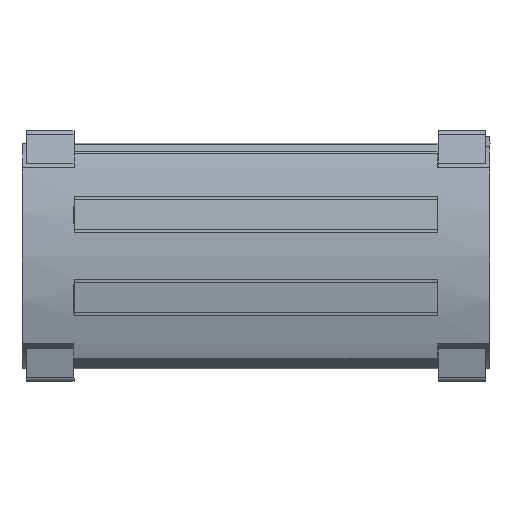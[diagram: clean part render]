
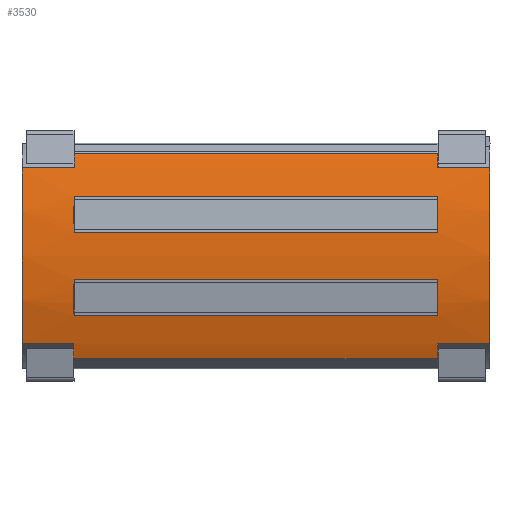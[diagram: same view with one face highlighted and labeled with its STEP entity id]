
A CAD part, top view. The second image highlights one B-rep face of the part: STEP entity #3530.
In plain terms, the highlighted cylindrical face has radius 91.2 mm (diameter 182.4 mm), a partial arc.
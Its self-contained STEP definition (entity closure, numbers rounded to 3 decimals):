
#740=CARTESIAN_POINT('',(-15.941,24.529,
7.9));
#750=VERTEX_POINT('',#740);
#1110=CARTESIAN_POINT('',(-15.941,24.529,
-106.2));
#1120=VERTEX_POINT('',#1110);
#1150=CARTESIAN_POINT('',(-15.941,24.529,
-8.4));
#1160=DIRECTION('',(0.,0.,1.));
#1170=VECTOR('',#1160,1.);
#1180=LINE('',#1150,#1170);
#1190=EDGE_CURVE('',#1120,#750,#1180,.T.);
#1580=CARTESIAN_POINT('',(34.896,28.411,
7.9));
#1590=VERTEX_POINT('',#1580);
#1620=CARTESIAN_POINT('',(16.146,-60.841,
7.9));
#1630=DIRECTION('',(0.,0.,1.));
#1640=DIRECTION('',(-1.,0.,0.));
#1650=AXIS2_PLACEMENT_3D('',#1620,#1630,#1640);
#1660=CIRCLE('',#1650,91.2);
#1670=CARTESIAN_POINT('',(23.515,30.061,
7.9));
#1680=VERTEX_POINT('',#1670);
#1690=EDGE_CURVE('',#1590,#1680,#1660,.T.);
#2110=CARTESIAN_POINT('',(16.146,-60.841,
-8.4));
#2120=DIRECTION('',(0.,0.,1.));
#2130=DIRECTION('',(-1.,0.,0.));
#2140=AXIS2_PLACEMENT_3D('',#2110,#2120,#2130);
#2150=CYLINDRICAL_SURFACE('',#2140,91.2);
#2160=CARTESIAN_POINT('',(48.232,24.529,
7.9));
#2170=VERTEX_POINT('',#2160);
#2180=CARTESIAN_POINT('',(43.737,26.086,
7.9));
#2190=VERTEX_POINT('',#2180);
#2200=EDGE_CURVE('',#2170,#2190,#1660,.T.);
#2210=ORIENTED_EDGE('',*,*,#2200,.F.);
#2220=CARTESIAN_POINT('',(43.737,26.086,
24.2));
#2230=DIRECTION('',(0.,0.,-1.));
#2240=VECTOR('',#2230,1.);
#2250=LINE('',#2220,#2240);
#2260=CARTESIAN_POINT('',(43.737,26.086,
24.2));
#2270=VERTEX_POINT('',#2260);
#2280=EDGE_CURVE('',#2270,#2190,#2250,.T.);
#2290=ORIENTED_EDGE('',*,*,#2280,.T.);
#2300=CARTESIAN_POINT('',(16.146,-60.841,
24.2));
#2310=DIRECTION('',(0.,0.,1.));
#2320=DIRECTION('',(-1.,0.,0.));
#2330=AXIS2_PLACEMENT_3D('',#2300,#2310,#2320);
#2340=CIRCLE('',#2330,91.2);
#2350=CARTESIAN_POINT('',(-11.446,26.086,
24.2));
#2360=VERTEX_POINT('',#2350);
#2370=EDGE_CURVE('',#2270,#2360,#2340,.T.);
#2380=ORIENTED_EDGE('',*,*,#2370,.F.);
#2390=CARTESIAN_POINT('',(-11.446,26.086,
24.2));
#2400=DIRECTION('',(0.,0.,-1.));
#2410=VECTOR('',#2400,1.);
#2420=LINE('',#2390,#2410);
#2430=CARTESIAN_POINT('',(-11.446,26.086,
7.9));
#2440=VERTEX_POINT('',#2430);
#2450=EDGE_CURVE('',#2360,#2440,#2420,.T.);
#2460=ORIENTED_EDGE('',*,*,#2450,.F.);
#2470=CARTESIAN_POINT('',(16.146,-60.841,
7.9));
#2480=DIRECTION('',(0.,0.,1.));
#2490=DIRECTION('',(-1.,0.,0.));
#2500=AXIS2_PLACEMENT_3D('',#2470,#2480,#2490);
#2510=CIRCLE('',#2500,91.2);
#2520=EDGE_CURVE('',#2440,#750,#2510,.T.);
#2530=ORIENTED_EDGE('',*,*,#2520,.F.);
#2540=ORIENTED_EDGE('',*,*,#1190,.T.);
#2550=CARTESIAN_POINT('',(16.146,-60.841,
-106.2));
#2560=DIRECTION('',(0.,0.,1.));
#2570=DIRECTION('',(-1.,0.,0.));
#2580=AXIS2_PLACEMENT_3D('',#2550,#2560,#2570);
#2590=CIRCLE('',#2580,91.2);
#2600=CARTESIAN_POINT('',(-11.446,26.086,
-106.2));
#2610=VERTEX_POINT('',#2600);
#2620=EDGE_CURVE('',#2610,#1120,#2590,.T.);
#2630=ORIENTED_EDGE('',*,*,#2620,.T.);
#2640=CARTESIAN_POINT('',(-11.446,26.086,
-122.5));
#2650=DIRECTION('',(0.,0.,1.));
#2660=VECTOR('',#2650,1.);
#2670=LINE('',#2640,#2660);
#2680=CARTESIAN_POINT('',(-11.446,26.086,
-122.5));
#2690=VERTEX_POINT('',#2680);
#2700=EDGE_CURVE('',#2690,#2610,#2670,.T.);
#2710=ORIENTED_EDGE('',*,*,#2700,.T.);
#2720=CARTESIAN_POINT('',(16.146,-60.841,
-122.5));
#2730=DIRECTION('',(0.,0.,-1.));
#2740=DIRECTION('',(1.,0.,0.));
#2750=AXIS2_PLACEMENT_3D('',#2720,#2730,#2740);
#2760=CIRCLE('',#2750,91.2);
#2770=CARTESIAN_POINT('',(43.737,26.086,
-122.5));
#2780=VERTEX_POINT('',#2770);
#2790=EDGE_CURVE('',#2690,#2780,#2760,.T.);
#2800=ORIENTED_EDGE('',*,*,#2790,.F.);
#2810=CARTESIAN_POINT('',(43.737,26.086,
-122.5));
#2820=DIRECTION('',(0.,0.,1.));
#2830=VECTOR('',#2820,1.);
#2840=LINE('',#2810,#2830);
#2850=CARTESIAN_POINT('',(43.737,26.086,
-106.2));
#2860=VERTEX_POINT('',#2850);
#2870=EDGE_CURVE('',#2780,#2860,#2840,.T.);
#2880=ORIENTED_EDGE('',*,*,#2870,.F.);
#2890=CARTESIAN_POINT('',(16.146,-60.841,
-106.2));
#2900=DIRECTION('',(0.,0.,1.));
#2910=DIRECTION('',(-1.,0.,0.));
#2920=AXIS2_PLACEMENT_3D('',#2890,#2900,#2910);
#2930=CIRCLE('',#2920,91.2);
#2940=CARTESIAN_POINT('',(48.232,24.529,
-106.2));
#2950=VERTEX_POINT('',#2940);
#2960=EDGE_CURVE('',#2950,#2860,#2930,.T.);
#2970=ORIENTED_EDGE('',*,*,#2960,.T.);
#2980=CARTESIAN_POINT('',(48.232,24.529,
-8.4));
#2990=DIRECTION('',(0.,0.,1.));
#3000=VECTOR('',#2990,1.);
#3010=LINE('',#2980,#3000);
#3020=EDGE_CURVE('',#2950,#2170,#3010,.T.);
#3030=ORIENTED_EDGE('',*,*,#3020,.F.);
#3040=EDGE_LOOP('',(#3030,#2970,#2880,#2800,#2710,#2630,#2540,#2530,
#2460,#2380,#2290,#2210));
#3050=FACE_OUTER_BOUND('',#3040,.T.);
#3060=CARTESIAN_POINT('',(8.776,30.061,
-106.2));
#3070=VERTEX_POINT('',#3060);
#3080=CARTESIAN_POINT('',(-2.605,28.411,
-106.2));
#3090=VERTEX_POINT('',#3080);
#3100=EDGE_CURVE('',#3070,#3090,#2930,.T.);
#3110=ORIENTED_EDGE('',*,*,#3100,.F.);
#3120=CARTESIAN_POINT('',(-2.605,28.411,
-8.4));
#3130=DIRECTION('',(0.,0.,1.));
#3140=VECTOR('',#3130,1.);
#3150=LINE('',#3120,#3140);
#3160=CARTESIAN_POINT('',(-2.605,28.411,
7.9));
#3170=VERTEX_POINT('',#3160);
#3180=EDGE_CURVE('',#3090,#3170,#3150,.T.);
#3190=ORIENTED_EDGE('',*,*,#3180,.F.);
#3200=CARTESIAN_POINT('',(8.776,30.061,
7.9));
#3210=VERTEX_POINT('',#3200);
#3220=EDGE_CURVE('',#3210,#3170,#1660,.T.);
#3230=ORIENTED_EDGE('',*,*,#3220,.T.);
#3240=CARTESIAN_POINT('',(8.776,30.061,
-8.4));
#3250=DIRECTION('',(0.,0.,1.));
#3260=VECTOR('',#3250,1.);
#3270=LINE('',#3240,#3260);
#3280=EDGE_CURVE('',#3070,#3210,#3270,.T.);
#3290=ORIENTED_EDGE('',*,*,#3280,.T.);
#3300=EDGE_LOOP('',(#3290,#3230,#3190,#3110));
#3310=FACE_BOUND('',#3300,.T.);
#3320=CARTESIAN_POINT('',(34.896,28.411,
-106.2));
#3330=VERTEX_POINT('',#3320);
#3340=CARTESIAN_POINT('',(23.515,30.061,
-106.2));
#3350=VERTEX_POINT('',#3340);
#3360=EDGE_CURVE('',#3330,#3350,#2930,.T.);
#3370=ORIENTED_EDGE('',*,*,#3360,.F.);
#3380=CARTESIAN_POINT('',(23.515,30.061,
-8.4));
#3390=DIRECTION('',(0.,0.,1.));
#3400=VECTOR('',#3390,1.);
#3410=LINE('',#3380,#3400);
#3420=EDGE_CURVE('',#3350,#1680,#3410,.T.);
#3430=ORIENTED_EDGE('',*,*,#3420,.F.);
#3440=ORIENTED_EDGE('',*,*,#1690,.T.);
#3450=CARTESIAN_POINT('',(34.896,28.411,
-8.4));
#3460=DIRECTION('',(0.,0.,1.));
#3470=VECTOR('',#3460,1.);
#3480=LINE('',#3450,#3470);
#3490=EDGE_CURVE('',#3330,#1590,#3480,.T.);
#3500=ORIENTED_EDGE('',*,*,#3490,.T.);
#3510=EDGE_LOOP('',(#3500,#3440,#3430,#3370));
#3520=FACE_BOUND('',#3510,.T.);
#3530=ADVANCED_FACE('',(#3050,#3310,#3520),#2150,.T.);
